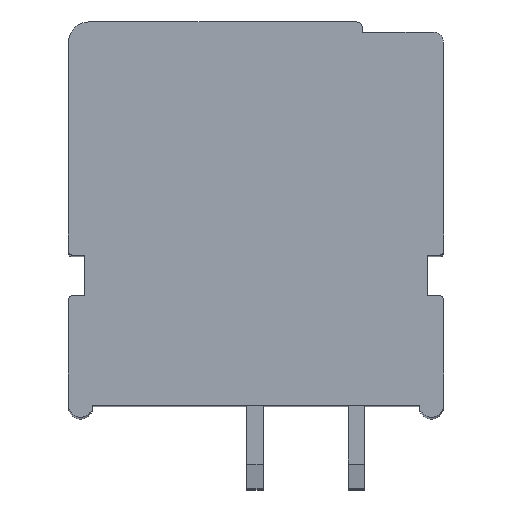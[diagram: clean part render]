
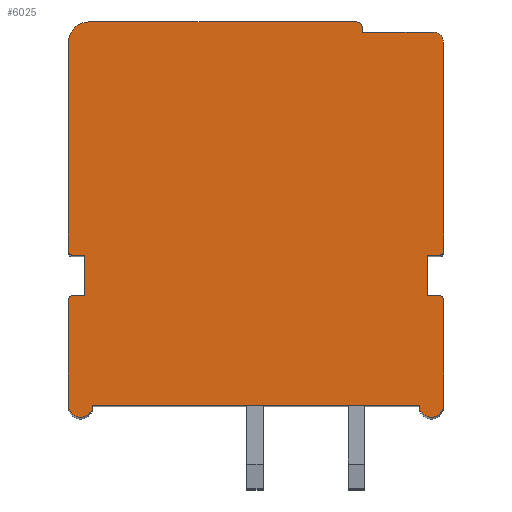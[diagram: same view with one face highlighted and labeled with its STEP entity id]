
A CAD part, top view. The second image highlights one B-rep face of the part: STEP entity #6025.
In plain terms, the highlighted planar face has unit normal (0, 0, 1).
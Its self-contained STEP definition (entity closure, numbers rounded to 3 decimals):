
#866=CARTESIAN_POINT('',(8.75,8.75,4.7));
#867=DIRECTION('',(0.,0.,1.));
#868=DIRECTION('',(1.,0.,0.));
#869=AXIS2_PLACEMENT_3D('',#866,#867,#868);
#871=DIRECTION('',(0.,1.,0.));
#872=VECTOR('',#871,10.3);
#873=CARTESIAN_POINT('',(9.25,-1.55,4.7));
#874=LINE('',#873,#872);
#875=CARTESIAN_POINT('',(9.05,-1.55,4.7));
#876=DIRECTION('',(0.,0.,1.));
#877=DIRECTION('',(0.,-1.,0.));
#878=AXIS2_PLACEMENT_3D('',#875,#876,#877);
#880=DIRECTION('',(1.,0.,0.));
#881=VECTOR('',#880,0.6);
#882=CARTESIAN_POINT('',(8.45,-1.75,4.7));
#883=LINE('',#882,#881);
#884=DIRECTION('',(0.,1.,0.));
#885=VECTOR('',#884,2.);
#886=CARTESIAN_POINT('',(8.45,-3.75,4.7));
#887=LINE('',#886,#885);
#888=DIRECTION('',(-1.,0.,0.));
#889=VECTOR('',#888,0.6);
#890=CARTESIAN_POINT('',(9.05,-3.75,4.7));
#891=LINE('',#890,#889);
#892=CARTESIAN_POINT('',(9.05,-3.95,4.7));
#893=DIRECTION('',(0.,0.,1.));
#894=DIRECTION('',(1.,0.,0.));
#895=AXIS2_PLACEMENT_3D('',#892,#893,#894);
#897=DIRECTION('',(0.,1.,0.));
#898=VECTOR('',#897,5.2);
#899=CARTESIAN_POINT('',(9.25,-9.15,4.7));
#900=LINE('',#899,#898);
#901=CARTESIAN_POINT('',(8.65,-9.15,4.7));
#902=DIRECTION('',(0.,0.,1.));
#903=DIRECTION('',(-1.,0.,0.));
#904=AXIS2_PLACEMENT_3D('',#901,#902,#903);
#906=DIRECTION('',(1.,0.,0.));
#907=VECTOR('',#906,16.1);
#908=CARTESIAN_POINT('',(-8.05,-9.15,4.7));
#909=LINE('',#908,#907);
#910=CARTESIAN_POINT('',(-8.65,-9.15,4.7));
#911=DIRECTION('',(0.,0.,1.));
#912=DIRECTION('',(-1.,0.,0.));
#913=AXIS2_PLACEMENT_3D('',#910,#911,#912);
#915=DIRECTION('',(0.,-1.,0.));
#916=VECTOR('',#915,5.2);
#917=CARTESIAN_POINT('',(-9.25,-3.95,4.7));
#918=LINE('',#917,#916);
#919=CARTESIAN_POINT('',(-9.05,-3.95,4.7));
#920=DIRECTION('',(0.,0.,1.));
#921=DIRECTION('',(0.,1.,0.));
#922=AXIS2_PLACEMENT_3D('',#919,#920,#921);
#924=DIRECTION('',(-1.,0.,0.));
#925=VECTOR('',#924,0.6);
#926=CARTESIAN_POINT('',(-8.45,-3.75,4.7));
#927=LINE('',#926,#925);
#928=DIRECTION('',(0.,-1.,0.));
#929=VECTOR('',#928,2.);
#930=CARTESIAN_POINT('',(-8.45,-1.75,4.7));
#931=LINE('',#930,#929);
#932=DIRECTION('',(1.,0.,0.));
#933=VECTOR('',#932,0.6);
#934=CARTESIAN_POINT('',(-9.05,-1.75,4.7));
#935=LINE('',#934,#933);
#936=CARTESIAN_POINT('',(-9.05,-1.55,4.7));
#937=DIRECTION('',(0.,0.,1.));
#938=DIRECTION('',(-1.,0.,0.));
#939=AXIS2_PLACEMENT_3D('',#936,#937,#938);
#941=DIRECTION('',(0.,-1.,0.));
#942=VECTOR('',#941,10.3);
#943=CARTESIAN_POINT('',(-9.25,8.75,4.7));
#944=LINE('',#943,#942);
#945=CARTESIAN_POINT('',(-8.25,8.75,4.7));
#946=DIRECTION('',(0.,0.,1.));
#947=DIRECTION('',(0.,1.,0.));
#948=AXIS2_PLACEMENT_3D('',#945,#946,#947);
#950=DIRECTION('',(-1.,0.,0.));
#951=VECTOR('',#950,13.2);
#952=CARTESIAN_POINT('',(4.95,9.75,4.7));
#953=LINE('',#952,#951);
#954=CARTESIAN_POINT('',(4.95,9.45,4.7));
#955=DIRECTION('',(0.,0.,1.));
#956=DIRECTION('',(1.,0.,0.));
#957=AXIS2_PLACEMENT_3D('',#954,#955,#956);
#959=DIRECTION('',(0.,1.,0.));
#960=VECTOR('',#959,0.2);
#961=CARTESIAN_POINT('',(5.25,9.25,4.7));
#962=LINE('',#961,#960);
#963=DIRECTION('',(-1.,0.,0.));
#964=VECTOR('',#963,3.5);
#965=CARTESIAN_POINT('',(8.75,9.25,4.7));
#966=LINE('',#965,#964);
#3953=CARTESIAN_POINT('',(9.25,8.75,4.7));
#3954=CARTESIAN_POINT('',(8.75,9.25,4.7));
#3955=VERTEX_POINT('',#3953);
#3956=VERTEX_POINT('',#3954);
#3957=CARTESIAN_POINT('',(5.25,9.25,4.7));
#3958=VERTEX_POINT('',#3957);
#3959=CARTESIAN_POINT('',(5.25,9.45,4.7));
#3960=VERTEX_POINT('',#3959);
#3961=CARTESIAN_POINT('',(4.95,9.75,4.7));
#3962=VERTEX_POINT('',#3961);
#3963=CARTESIAN_POINT('',(-8.25,9.75,4.7));
#3964=VERTEX_POINT('',#3963);
#3965=CARTESIAN_POINT('',(-9.25,8.75,4.7));
#3966=VERTEX_POINT('',#3965);
#3967=CARTESIAN_POINT('',(-9.25,-1.55,4.7));
#3968=VERTEX_POINT('',#3967);
#3969=CARTESIAN_POINT('',(-9.05,-1.75,4.7));
#3970=VERTEX_POINT('',#3969);
#3971=CARTESIAN_POINT('',(-8.45,-1.75,4.7));
#3972=VERTEX_POINT('',#3971);
#3973=CARTESIAN_POINT('',(-8.45,-3.75,4.7));
#3974=VERTEX_POINT('',#3973);
#3975=CARTESIAN_POINT('',(-9.05,-3.75,4.7));
#3976=VERTEX_POINT('',#3975);
#3977=CARTESIAN_POINT('',(-9.25,-3.95,4.7));
#3978=VERTEX_POINT('',#3977);
#3979=CARTESIAN_POINT('',(-9.25,-9.15,4.7));
#3980=VERTEX_POINT('',#3979);
#3981=CARTESIAN_POINT('',(-8.05,-9.15,4.7));
#3982=VERTEX_POINT('',#3981);
#3983=CARTESIAN_POINT('',(8.05,-9.15,4.7));
#3984=VERTEX_POINT('',#3983);
#3985=CARTESIAN_POINT('',(9.25,-9.15,4.7));
#3986=VERTEX_POINT('',#3985);
#3987=CARTESIAN_POINT('',(9.25,-3.95,4.7));
#3988=VERTEX_POINT('',#3987);
#3989=CARTESIAN_POINT('',(9.05,-3.75,4.7));
#3990=VERTEX_POINT('',#3989);
#3991=CARTESIAN_POINT('',(8.45,-3.75,4.7));
#3992=VERTEX_POINT('',#3991);
#3993=CARTESIAN_POINT('',(8.45,-1.75,4.7));
#3994=VERTEX_POINT('',#3993);
#3995=CARTESIAN_POINT('',(9.05,-1.75,4.7));
#3996=VERTEX_POINT('',#3995);
#3997=CARTESIAN_POINT('',(9.25,-1.55,4.7));
#3998=VERTEX_POINT('',#3997);
#5995=CARTESIAN_POINT('',(0.,0.,4.7));
#5996=DIRECTION('',(0.,0.,1.));
#5997=DIRECTION('',(1.,0.,0.));
#5998=AXIS2_PLACEMENT_3D('',#5995,#5996,#5997);
#5999=PLANE('',#5998);
#6000=ORIENTED_EDGE('',*,*,#5221,.F.);
#6001=ORIENTED_EDGE('',*,*,#5236,.F.);
#6002=ORIENTED_EDGE('',*,*,#5250,.F.);
#6003=ORIENTED_EDGE('',*,*,#5264,.F.);
#6004=ORIENTED_EDGE('',*,*,#5278,.F.);
#6005=ORIENTED_EDGE('',*,*,#5292,.F.);
#6006=ORIENTED_EDGE('',*,*,#5306,.F.);
#6007=ORIENTED_EDGE('',*,*,#5320,.F.);
#6008=ORIENTED_EDGE('',*,*,#5334,.F.);
#6009=ORIENTED_EDGE('',*,*,#5348,.F.);
#6010=ORIENTED_EDGE('',*,*,#5562,.F.);
#6011=ORIENTED_EDGE('',*,*,#5576,.F.);
#6012=ORIENTED_EDGE('',*,*,#5590,.F.);
#6013=ORIENTED_EDGE('',*,*,#5604,.F.);
#6014=ORIENTED_EDGE('',*,*,#5618,.F.);
#6015=ORIENTED_EDGE('',*,*,#5632,.F.);
#6016=ORIENTED_EDGE('',*,*,#5646,.F.);
#6017=ORIENTED_EDGE('',*,*,#5660,.F.);
#6018=ORIENTED_EDGE('',*,*,#5674,.F.);
#6019=ORIENTED_EDGE('',*,*,#5688,.F.);
#6020=ORIENTED_EDGE('',*,*,#5862,.F.);
#6021=ORIENTED_EDGE('',*,*,#5876,.F.);
#6022=ORIENTED_EDGE('',*,*,#5889,.F.);
#6023=EDGE_LOOP('',(#6000,#6001,#6002,#6003,#6004,#6005,#6006,#6007,#6008,#6009,
#6010,#6011,#6012,#6013,#6014,#6015,#6016,#6017,#6018,#6019,#6020,#6021,#6022));
#6024=FACE_OUTER_BOUND('',#6023,.F.);
#870=CIRCLE('',#869,0.5);
#879=CIRCLE('',#878,0.2);
#896=CIRCLE('',#895,0.2);
#905=CIRCLE('',#904,0.6);
#914=CIRCLE('',#913,0.6);
#923=CIRCLE('',#922,0.2);
#940=CIRCLE('',#939,0.2);
#949=CIRCLE('',#948,1.);
#958=CIRCLE('',#957,0.3);
#5221=EDGE_CURVE('',#3955,#3956,#870,.T.);
#5236=EDGE_CURVE('',#3998,#3955,#874,.T.);
#5250=EDGE_CURVE('',#3996,#3998,#879,.T.);
#5264=EDGE_CURVE('',#3994,#3996,#883,.T.);
#5278=EDGE_CURVE('',#3992,#3994,#887,.T.);
#5292=EDGE_CURVE('',#3990,#3992,#891,.T.);
#5306=EDGE_CURVE('',#3988,#3990,#896,.T.);
#5320=EDGE_CURVE('',#3986,#3988,#900,.T.);
#5334=EDGE_CURVE('',#3984,#3986,#905,.T.);
#5348=EDGE_CURVE('',#3982,#3984,#909,.T.);
#5562=EDGE_CURVE('',#3980,#3982,#914,.T.);
#5576=EDGE_CURVE('',#3978,#3980,#918,.T.);
#5590=EDGE_CURVE('',#3976,#3978,#923,.T.);
#5604=EDGE_CURVE('',#3974,#3976,#927,.T.);
#5618=EDGE_CURVE('',#3972,#3974,#931,.T.);
#5632=EDGE_CURVE('',#3970,#3972,#935,.T.);
#5646=EDGE_CURVE('',#3968,#3970,#940,.T.);
#5660=EDGE_CURVE('',#3966,#3968,#944,.T.);
#5674=EDGE_CURVE('',#3964,#3966,#949,.T.);
#5688=EDGE_CURVE('',#3962,#3964,#953,.T.);
#5862=EDGE_CURVE('',#3960,#3962,#958,.T.);
#5876=EDGE_CURVE('',#3958,#3960,#962,.T.);
#5889=EDGE_CURVE('',#3956,#3958,#966,.T.);
#6025=ADVANCED_FACE('',(#6024),#5999,.T.);
